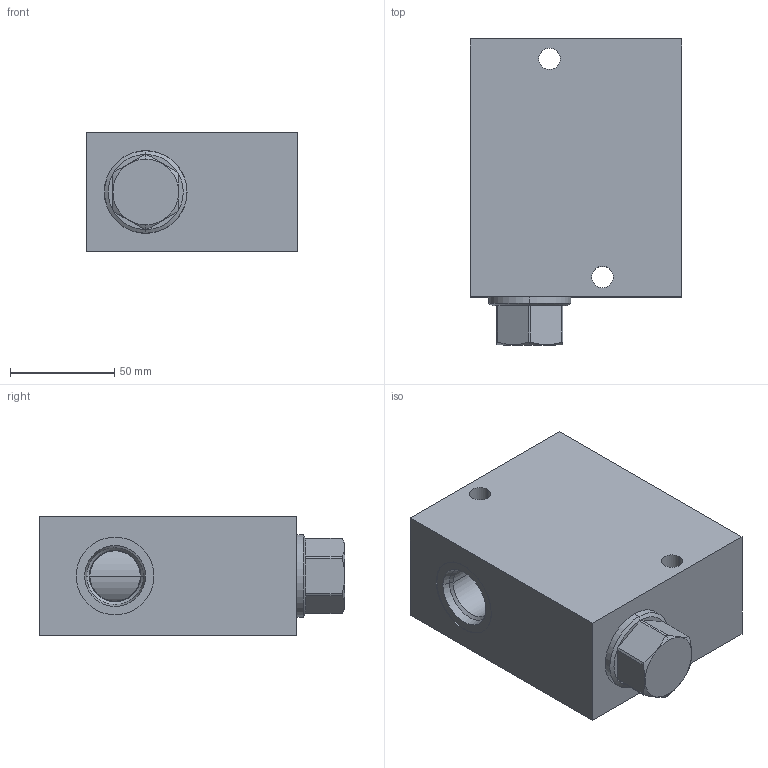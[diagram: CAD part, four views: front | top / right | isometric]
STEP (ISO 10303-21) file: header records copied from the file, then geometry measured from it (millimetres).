
FILE_DESCRIPTION((''),'2;1');
FILE_NAME('MANIFOLD_STP1_ASM','2011-04-15T',('Administrator'),(''),'PRO/ENGINEER BY PARAMETRIC TECHNOLOGY CORPORATION, 2006240','PRO/ENGINEER BY PARAMETRIC TECHNOLOGY CORPORATION, 2006240','');
FILE_SCHEMA(('CONFIG_CONTROL_DESIGN'));
Length unit declared in the file: inch
Products named in the file (3): 1507580040_PRT; ASMNAME_CART_PRT; MANIFOLD_STP1_ASM
Assembly tree (2 placements, depth 2):
  MANIFOLD_STP1_ASM
    1507580040_PRT
    ASMNAME_CART_PRT
Bounding box: 101.6 x 146.86 x 57.15 mm (x, y, z)
Surface area: 108462.8 mm2 (no closed solid volume)
Topology: 0 solids, 10 shells, 268 faces, 630 edges, 382 vertices
Faces by surface type: cylinder 126, cone 70, plane 45, torus 27
Entity records: 8676 total; most frequent: CARTESIAN_POINT 2441, DIRECTION 1360, ORIENTED_EDGE 1216, EDGE_CURVE 618, AXIS2_PLACEMENT_3D 577, VERTEX_POINT 382, EDGE_LOOP 314, CIRCLE 304
